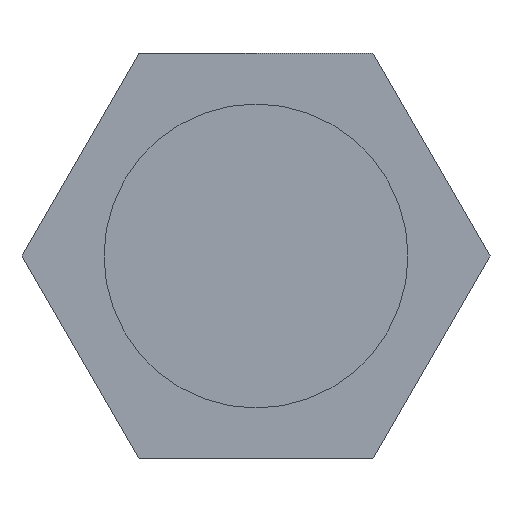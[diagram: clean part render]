
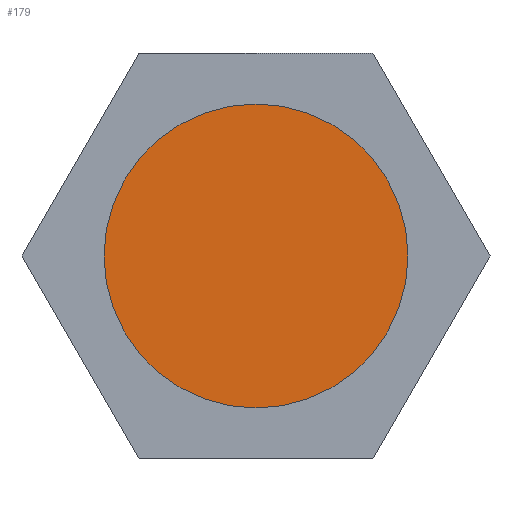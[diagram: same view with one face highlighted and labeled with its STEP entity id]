
A CAD part, front view. The second image highlights one B-rep face of the part: STEP entity #179.
In plain terms, the highlighted planar face has unit normal (0, -1, 0).
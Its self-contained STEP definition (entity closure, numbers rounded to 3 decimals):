
#18 = DIRECTION ( 'NONE',  ( 0., 0., -1. ) ) ;
#65 = AXIS2_PLACEMENT_3D ( 'NONE', #416, #74, #18 ) ;
#70 = EDGE_CURVE ( 'NONE', #188, #644, #487, .T. ) ;
#74 = DIRECTION ( 'NONE',  ( 0., -1., 0. ) ) ;
#117 = CARTESIAN_POINT ( 'NONE',  ( 0., -18., -3. ) ) ;
#144 = EDGE_LOOP ( 'NONE', ( #560, #430 ) ) ;
#165 = CARTESIAN_POINT ( 'NONE',  ( 0., -18., 3. ) ) ;
#179 = ADVANCED_FACE ( 'NONE', ( #625 ), #522, .T. ) ;
#188 = VERTEX_POINT ( 'NONE', #117 ) ;
#237 = CIRCLE ( 'NONE', #504, 3. ) ;
#255 = EDGE_CURVE ( 'NONE', #644, #188, #237, .T. ) ;
#357 = DIRECTION ( 'NONE',  ( 0., 0., -1. ) ) ;
#397 = CARTESIAN_POINT ( 'NONE',  ( 0., -18., 0. ) ) ;
#416 = CARTESIAN_POINT ( 'NONE',  ( 0., -18., 0. ) ) ;
#430 = ORIENTED_EDGE ( 'NONE', *, *, #70, .T. ) ;
#461 = DIRECTION ( 'NONE',  ( 0., -1., 0. ) ) ;
#487 = CIRCLE ( 'NONE', #628, 3. ) ;
#500 = DIRECTION ( 'NONE',  ( 0., -1., 0. ) ) ;
#504 = AXIS2_PLACEMENT_3D ( 'NONE', #516, #461, #626 ) ;
#516 = CARTESIAN_POINT ( 'NONE',  ( 0., -18., 0. ) ) ;
#522 = PLANE ( 'NONE',  #65 ) ;
#560 = ORIENTED_EDGE ( 'NONE', *, *, #255, .T. ) ;
#625 = FACE_OUTER_BOUND ( 'NONE', #144, .T. ) ;
#626 = DIRECTION ( 'NONE',  ( 0., 0., -1. ) ) ;
#628 = AXIS2_PLACEMENT_3D ( 'NONE', #397, #500, #357 ) ;
#644 = VERTEX_POINT ( 'NONE', #165 ) ;
